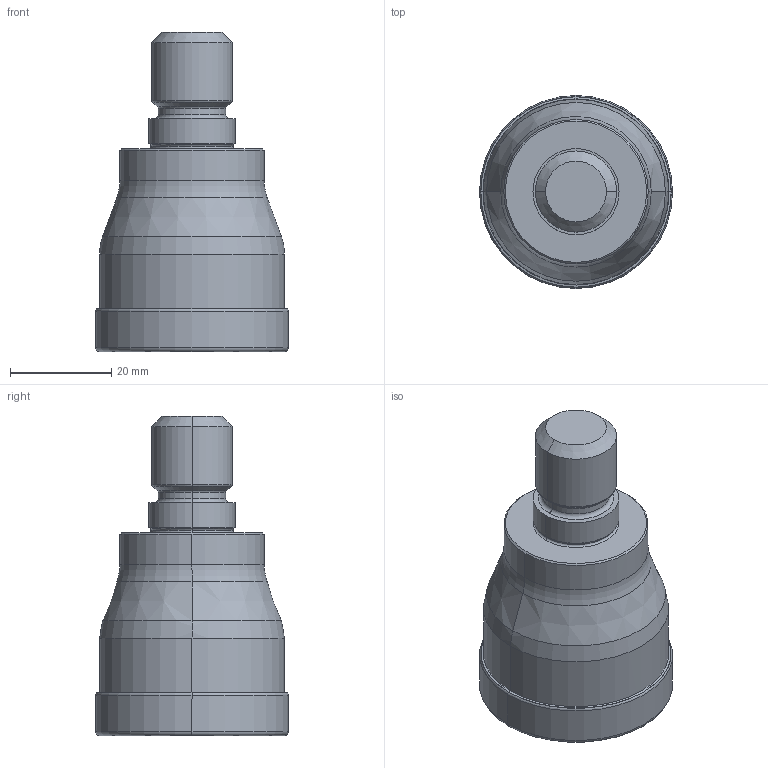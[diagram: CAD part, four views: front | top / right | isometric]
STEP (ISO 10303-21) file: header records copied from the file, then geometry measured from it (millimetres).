
FILE_DESCRIPTION(/* description */ (''),/* implementation_level */ '2;1');
FILE_NAME(/* name */ 'VPX200UR2404AM1640_IR0_031.stp',/* time_stamp */ '2021-09-08T11:38:24+09:00',/* author */ (''),/* organization */ (''),/* preprocessor_version */ 'ST-DEVELOPER v16',/* originating_system */ 'SIEMENS PLM Software NX 10.0',/* authorisation */ '');
FILE_SCHEMA (('AUTOMOTIVE_DESIGN { 1 0 10303 214 3 1 1 1 }'));
Length unit declared in the file: millimetre
Products named in the file (1): VPX200UR2404AM1640_IR0_031_ASM
Bounding box: 38.1 x 38.1 x 63 mm (x, y, z)
Volume: 42384.7 mm3; surface area: 9474.8 mm2
Topology: 2 solids, 2 shells, 77 faces, 186 edges, 131 vertices
Faces by surface type: torus 22, revolution 16, cylinder 14, cone 12, bspline 8, plane 5
Entity records: 3459 total; most frequent: CARTESIAN_POINT 1491, DIRECTION 441, ORIENTED_EDGE 344, AXIS2_PLACEMENT_3D 199, EDGE_CURVE 172, CIRCLE 135, VERTEX_POINT 100, EDGE_LOOP 80
